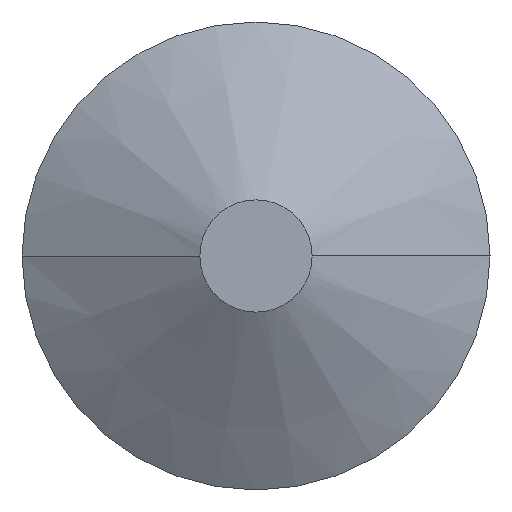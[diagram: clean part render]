
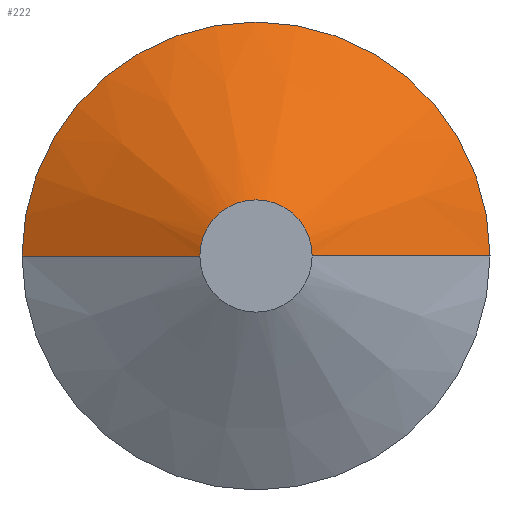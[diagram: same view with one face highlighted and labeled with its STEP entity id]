
A CAD part, front view. The second image highlights one B-rep face of the part: STEP entity #222.
In plain terms, the highlighted conical face has half-angle 60 degrees and reference radius 0.762 mm.
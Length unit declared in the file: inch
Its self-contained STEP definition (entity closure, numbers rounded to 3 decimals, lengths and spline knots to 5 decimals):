
#10 = CARTESIAN_POINT ( 'NONE',  ( -0.03, 0., 0. ) ) ;
#19 = DIRECTION ( 'NONE',  ( 0., -1., 0. ) ) ;
#21 = AXIS2_PLACEMENT_3D ( 'NONE', #183, #72, #120 ) ;
#29 = VECTOR ( 'NONE', #103, 39.37008 ) ;
#38 = ORIENTED_EDGE ( 'NONE', *, *, #309, .T. ) ;
#44 = AXIS2_PLACEMENT_3D ( 'NONE', #52, #92, #284 ) ;
#50 = EDGE_CURVE ( 'NONE', #228, #162, #163, .T. ) ;
#52 = CARTESIAN_POINT ( 'NONE',  ( 0., 0., 0. ) ) ;
#60 = LINE ( 'NONE', #156, #199 ) ;
#61 = ORIENTED_EDGE ( 'NONE', *, *, #175, .F. ) ;
#63 = CARTESIAN_POINT ( 'NONE',  ( 0.03, 0., 0. ) ) ;
#72 = DIRECTION ( 'NONE',  ( 0., 1., 0. ) ) ;
#79 = CARTESIAN_POINT ( 'NONE',  ( -0.125, 0.05485, 0. ) ) ;
#81 = EDGE_LOOP ( 'NONE', ( #185, #38, #179, #61 ) ) ;
#85 = FACE_OUTER_BOUND ( 'NONE', #81, .T. ) ;
#92 = DIRECTION ( 'NONE',  ( 0., -1., 0. ) ) ;
#103 = DIRECTION ( 'NONE',  ( 0.866, 0.5, 0. ) ) ;
#104 = EDGE_CURVE ( 'NONE', #238, #293, #263, .T. ) ;
#120 = DIRECTION ( 'NONE',  ( -1., 0., 0. ) ) ;
#131 = LINE ( 'NONE', #63, #29 ) ;
#156 = CARTESIAN_POINT ( 'NONE',  ( -0.03, 0., 0. ) ) ;
#162 = VERTEX_POINT ( 'NONE', #10 ) ;
#163 = CIRCLE ( 'NONE', #44, 0.03 ) ;
#175 = EDGE_CURVE ( 'NONE', #162, #293, #60, .T. ) ;
#179 = ORIENTED_EDGE ( 'NONE', *, *, #104, .T. ) ;
#183 = CARTESIAN_POINT ( 'NONE',  ( 0., 0., 0. ) ) ;
#185 = ORIENTED_EDGE ( 'NONE', *, *, #50, .F. ) ;
#199 = VECTOR ( 'NONE', #234, 39.37008 ) ;
#214 = DIRECTION ( 'NONE',  ( 1., 0., 0. ) ) ;
#222 = ADVANCED_FACE ( 'NONE', ( #85 ), #288, .T. ) ;
#228 = VERTEX_POINT ( 'NONE', #280 ) ;
#234 = DIRECTION ( 'NONE',  ( -0.866, 0.5, 0. ) ) ;
#238 = VERTEX_POINT ( 'NONE', #285 ) ;
#263 = CIRCLE ( 'NONE', #298, 0.125 ) ;
#280 = CARTESIAN_POINT ( 'NONE',  ( 0.03, 0., 0. ) ) ;
#281 = CARTESIAN_POINT ( 'NONE',  ( 0., 0.05485, 0. ) ) ;
#284 = DIRECTION ( 'NONE',  ( 1., 0., 0. ) ) ;
#285 = CARTESIAN_POINT ( 'NONE',  ( 0.125, 0.05485, 0. ) ) ;
#288 = CONICAL_SURFACE ( 'NONE', #21, 0.03, 1.047 ) ;
#293 = VERTEX_POINT ( 'NONE', #79 ) ;
#298 = AXIS2_PLACEMENT_3D ( 'NONE', #281, #19, #214 ) ;
#309 = EDGE_CURVE ( 'NONE', #228, #238, #131, .T. ) ;
